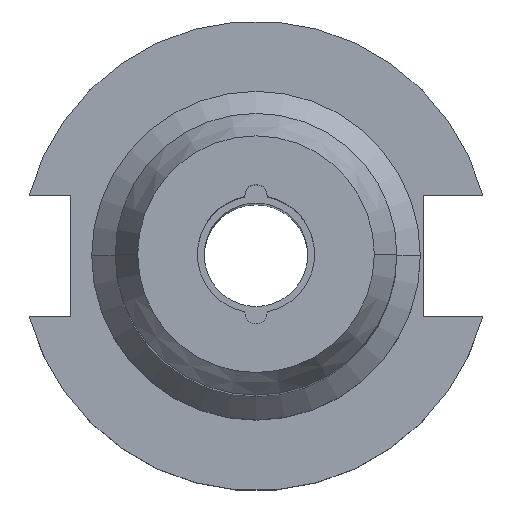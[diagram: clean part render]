
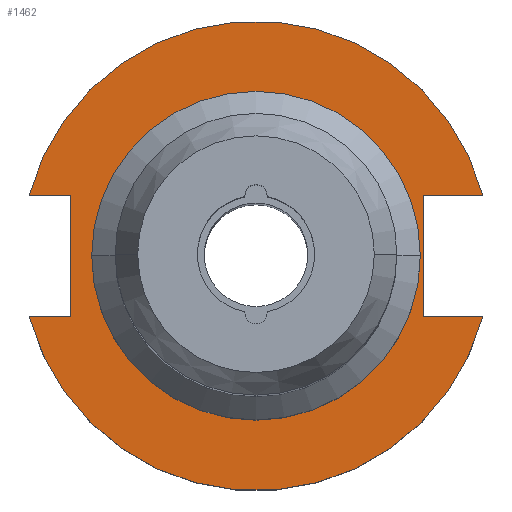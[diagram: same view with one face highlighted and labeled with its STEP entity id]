
A CAD part, top view. The second image highlights one B-rep face of the part: STEP entity #1462.
In plain terms, the highlighted planar face has unit normal (0, 0, 1).
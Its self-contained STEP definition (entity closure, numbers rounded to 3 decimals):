
#7 = CARTESIAN_POINT ( 'NONE',  ( 0., 0., 19.05 ) ) ;
#29 = VERTEX_POINT ( 'NONE', #373 ) ;
#46 = VECTOR ( 'NONE', #704, 1000. ) ;
#78 = ORIENTED_EDGE ( 'NONE', *, *, #840, .F. ) ;
#113 = DIRECTION ( 'NONE',  ( 0., 0., 1. ) ) ;
#150 = EDGE_CURVE ( 'NONE', #1270, #230, #309, .T. ) ;
#156 = CARTESIAN_POINT ( 'NONE',  ( 0., 0., 19.05 ) ) ;
#175 = ORIENTED_EDGE ( 'NONE', *, *, #602, .F. ) ;
#181 = EDGE_CURVE ( 'NONE', #1170, #29, #667, .T. ) ;
#203 = VERTEX_POINT ( 'NONE', #1484 ) ;
#208 = VERTEX_POINT ( 'NONE', #1165 ) ;
#230 = VERTEX_POINT ( 'NONE', #1131 ) ;
#238 = DIRECTION ( 'NONE',  ( 0., 0., -1. ) ) ;
#258 = AXIS2_PLACEMENT_3D ( 'NONE', #1441, #113, #1764 ) ;
#260 = VECTOR ( 'NONE', #459, 1000. ) ;
#279 = DIRECTION ( 'NONE',  ( -1., 0., 0. ) ) ;
#299 = DIRECTION ( 'NONE',  ( 0., 0., 1. ) ) ;
#303 = DIRECTION ( 'NONE',  ( 1., 0., 0. ) ) ;
#309 = LINE ( 'NONE', #1636, #1058 ) ;
#373 = CARTESIAN_POINT ( 'NONE',  ( -25.091, 8.191, 19.05 ) ) ;
#382 = CARTESIAN_POINT ( 'NONE',  ( 30.675, -8.191, 19.05 ) ) ;
#383 = EDGE_CURVE ( 'NONE', #1346, #487, #734, .T. ) ;
#421 = DIRECTION ( 'NONE',  ( 1., 0., 0. ) ) ;
#426 = CARTESIAN_POINT ( 'NONE',  ( -22.225, 0., 19.05 ) ) ;
#455 = CARTESIAN_POINT ( 'NONE',  ( -30.675, 8.191, 19.05 ) ) ;
#459 = DIRECTION ( 'NONE',  ( 1., 0., 0. ) ) ;
#487 = VERTEX_POINT ( 'NONE', #1417 ) ;
#494 = CARTESIAN_POINT ( 'NONE',  ( -30.675, -8.191, 19.05 ) ) ;
#499 = CARTESIAN_POINT ( 'NONE',  ( 0., 22.225, 19.05 ) ) ;
#500 = CIRCLE ( 'NONE', #258, 31.75 ) ;
#509 = VERTEX_POINT ( 'NONE', #544 ) ;
#523 = FACE_OUTER_BOUND ( 'NONE', #1017, .T. ) ;
#531 = ORIENTED_EDGE ( 'NONE', *, *, #1618, .F. ) ;
#544 = CARTESIAN_POINT ( 'NONE',  ( 30.675, 8.191, 19.05 ) ) ;
#563 = CARTESIAN_POINT ( 'NONE',  ( -25.091, 8.191, 19.05 ) ) ;
#569 = FACE_BOUND ( 'NONE', #1759, .T. ) ;
#577 = CARTESIAN_POINT ( 'NONE',  ( 0., 0., 19.05 ) ) ;
#602 = EDGE_CURVE ( 'NONE', #509, #208, #1827, .T. ) ;
#623 = DIRECTION ( 'NONE',  ( 1., 0., 0. ) ) ;
#638 = CARTESIAN_POINT ( 'NONE',  ( 22.606, 22.225, 19.05 ) ) ;
#663 = LINE ( 'NONE', #1715, #260 ) ;
#667 = LINE ( 'NONE', #772, #1737 ) ;
#704 = DIRECTION ( 'NONE',  ( 0., -1., 0. ) ) ;
#734 = CIRCLE ( 'NONE', #1335, 22.225 ) ;
#772 = CARTESIAN_POINT ( 'NONE',  ( -61.091, 8.191, 19.05 ) ) ;
#787 = DIRECTION ( 'NONE',  ( -1., 0., 0. ) ) ;
#835 = ORIENTED_EDGE ( 'NONE', *, *, #1180, .T. ) ;
#840 = EDGE_CURVE ( 'NONE', #203, #1717, #663, .T. ) ;
#910 = DIRECTION ( 'NONE',  ( 1., 0., 0. ) ) ;
#1017 = EDGE_LOOP ( 'NONE', ( #1300, #1288, #1209, #78, #1162, #175, #835, #1377 ) ) ;
#1056 = DIRECTION ( 'NONE',  ( 0., 1., 0. ) ) ;
#1058 = VECTOR ( 'NONE', #1489, 1000. ) ;
#1073 = CIRCLE ( 'NONE', #1492, 31.75 ) ;
#1131 = CARTESIAN_POINT ( 'NONE',  ( -25.091, -8.191, 19.05 ) ) ;
#1162 = ORIENTED_EDGE ( 'NONE', *, *, #1667, .T. ) ;
#1165 = CARTESIAN_POINT ( 'NONE',  ( 22.606, 8.191, 19.05 ) ) ;
#1170 = VERTEX_POINT ( 'NONE', #455 ) ;
#1171 = EDGE_CURVE ( 'NONE', #29, #230, #1596, .T. ) ;
#1179 = DIRECTION ( 'NONE',  ( 0., 0., 1. ) ) ;
#1180 = EDGE_CURVE ( 'NONE', #509, #1170, #500, .T. ) ;
#1209 = ORIENTED_EDGE ( 'NONE', *, *, #1637, .T. ) ;
#1212 = PLANE ( 'NONE',  #1794 ) ;
#1270 = VERTEX_POINT ( 'NONE', #494 ) ;
#1288 = ORIENTED_EDGE ( 'NONE', *, *, #150, .F. ) ;
#1300 = ORIENTED_EDGE ( 'NONE', *, *, #1171, .T. ) ;
#1309 = AXIS2_PLACEMENT_3D ( 'NONE', #7, #1179, #910 ) ;
#1335 = AXIS2_PLACEMENT_3D ( 'NONE', #577, #1440, #421 ) ;
#1346 = VERTEX_POINT ( 'NONE', #426 ) ;
#1359 = LINE ( 'NONE', #638, #1753 ) ;
#1377 = ORIENTED_EDGE ( 'NONE', *, *, #181, .T. ) ;
#1417 = CARTESIAN_POINT ( 'NONE',  ( 22.225, 0., 19.05 ) ) ;
#1440 = DIRECTION ( 'NONE',  ( 0., 0., 1. ) ) ;
#1441 = CARTESIAN_POINT ( 'NONE',  ( 0., 0., 19.05 ) ) ;
#1462 = ADVANCED_FACE ( 'NONE', ( #569, #523 ), #1212, .F. ) ;
#1484 = CARTESIAN_POINT ( 'NONE',  ( 22.606, -8.191, 19.05 ) ) ;
#1489 = DIRECTION ( 'NONE',  ( 1., 0., 0. ) ) ;
#1492 = AXIS2_PLACEMENT_3D ( 'NONE', #156, #299, #303 ) ;
#1509 = VECTOR ( 'NONE', #787, 1000. ) ;
#1596 = LINE ( 'NONE', #563, #46 ) ;
#1618 = EDGE_CURVE ( 'NONE', #487, #1346, #1801, .T. ) ;
#1629 = CARTESIAN_POINT ( 'NONE',  ( 0., 8.191, 19.05 ) ) ;
#1636 = CARTESIAN_POINT ( 'NONE',  ( -61.091, -8.191, 19.05 ) ) ;
#1637 = EDGE_CURVE ( 'NONE', #1270, #1717, #1073, .T. ) ;
#1657 = ORIENTED_EDGE ( 'NONE', *, *, #383, .F. ) ;
#1667 = EDGE_CURVE ( 'NONE', #203, #208, #1359, .T. ) ;
#1715 = CARTESIAN_POINT ( 'NONE',  ( 0., -8.191, 19.05 ) ) ;
#1717 = VERTEX_POINT ( 'NONE', #382 ) ;
#1737 = VECTOR ( 'NONE', #623, 1000. ) ;
#1753 = VECTOR ( 'NONE', #1056, 1000. ) ;
#1759 = EDGE_LOOP ( 'NONE', ( #531, #1657 ) ) ;
#1764 = DIRECTION ( 'NONE',  ( 1., 0., 0. ) ) ;
#1794 = AXIS2_PLACEMENT_3D ( 'NONE', #499, #238, #279 ) ;
#1801 = CIRCLE ( 'NONE', #1309, 22.225 ) ;
#1827 = LINE ( 'NONE', #1629, #1509 ) ;
